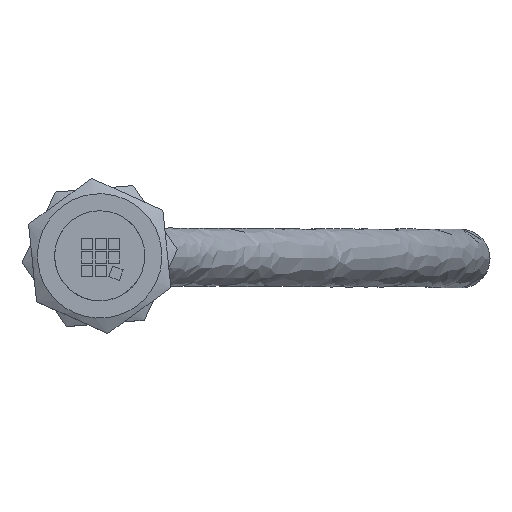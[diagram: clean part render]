
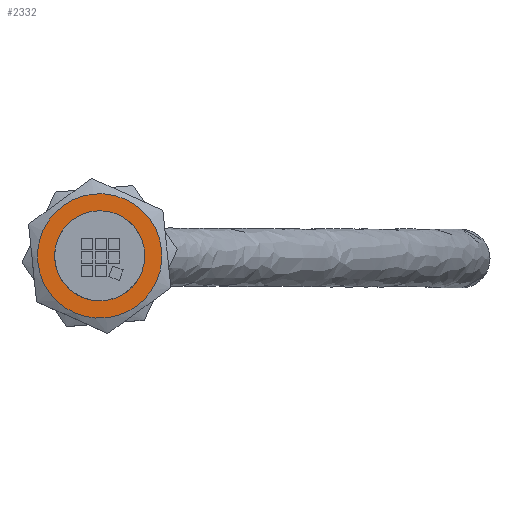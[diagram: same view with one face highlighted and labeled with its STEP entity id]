
A CAD part, top view. The second image highlights one B-rep face of the part: STEP entity #2332.
In plain terms, the highlighted planar face has unit normal (0, 0, 1).
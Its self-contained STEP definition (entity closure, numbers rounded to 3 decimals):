
#2301=CARTESIAN_POINT('',(2.396,0.002,2.5));
#2302=VERTEX_POINT('',#2301);
#2303=CARTESIAN_POINT('',(-0.368,0.002,2.5));
#2304=DIRECTION('',(0.0,0.0,-1.0));
#2305=DIRECTION('',(-1.0,0.0,0.0));
#2306=AXIS2_PLACEMENT_3D('',#2303,#2304,#2305);
#2307=CIRCLE('',#2306,2.764);
#2308=EDGE_CURVE('',#2302,#2302,#2307,.T.);
#2313=CARTESIAN_POINT('',(-0.368,0.002,2.5));
#2314=DIRECTION('',(0.0,0.0,-1.0));
#2315=DIRECTION('',(-1.0,0.0,0.0));
#2316=AXIS2_PLACEMENT_3D('',#2313,#2314,#2315);
#2317=PLANE('',#2316);
#2318=ORIENTED_EDGE('',*,*,#2308,.F.);
#2319=EDGE_LOOP('',(#2318));
#2320=FACE_OUTER_BOUND('',#2319,.T.);
#2321=CARTESIAN_POINT('',(1.632,0.002,2.5));
#2322=VERTEX_POINT('',#2321);
#2323=CARTESIAN_POINT('',(-0.368,0.002,2.5));
#2324=DIRECTION('',(0.0,0.0,-1.0));
#2325=DIRECTION('',(-1.0,0.0,0.0));
#2326=AXIS2_PLACEMENT_3D('',#2323,#2324,#2325);
#2327=CIRCLE('',#2326,2.0);
#2328=EDGE_CURVE('',#2322,#2322,#2327,.T.);
#2329=ORIENTED_EDGE('',*,*,#2328,.T.);
#2330=EDGE_LOOP('',(#2329));
#2331=FACE_BOUND('',#2330,.T.);
#2332=ADVANCED_FACE('',(#2320,#2331),#2317,.F.);
